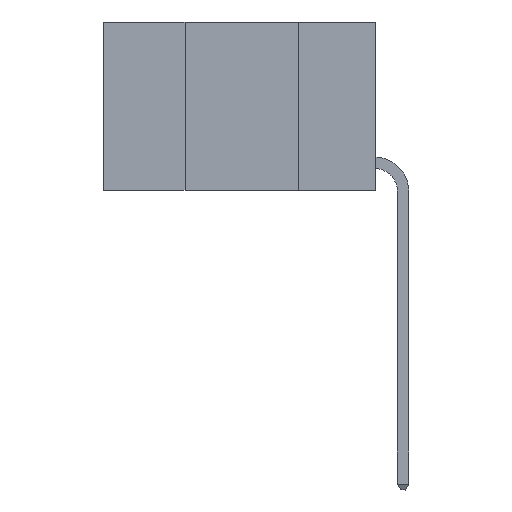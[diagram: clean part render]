
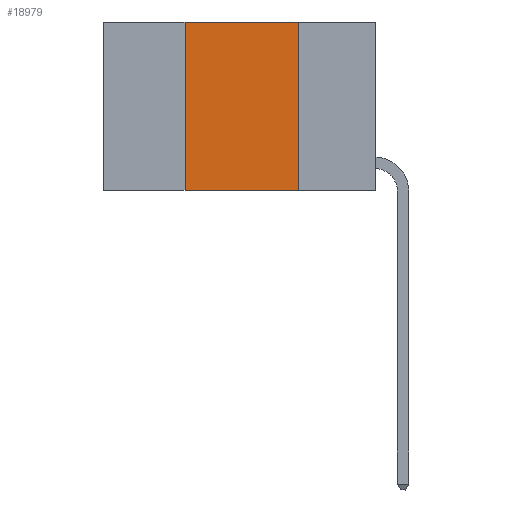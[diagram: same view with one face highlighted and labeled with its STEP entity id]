
A CAD part, left-side view. The second image highlights one B-rep face of the part: STEP entity #18979.
In plain terms, the highlighted planar face has unit normal (-1, 0, 0).
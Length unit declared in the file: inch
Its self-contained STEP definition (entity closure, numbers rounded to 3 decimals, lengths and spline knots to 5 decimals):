
#113 = VECTOR ( 'NONE', #1363, 39.37008 ) ;
#919 = VERTEX_POINT ( 'NONE', #8423 ) ;
#1363 = DIRECTION ( 'NONE',  ( 0., -1., 0. ) ) ;
#1970 = VERTEX_POINT ( 'NONE', #8126 ) ;
#2842 = VECTOR ( 'NONE', #15154, 39.37008 ) ;
#3164 = ORIENTED_EDGE ( 'NONE', *, *, #14529, .F. ) ;
#4758 = EDGE_CURVE ( 'NONE', #919, #1970, #13263, .T. ) ;
#5457 = CARTESIAN_POINT ( 'NONE',  ( 0., 0.6, 0. ) ) ;
#5777 = DIRECTION ( 'NONE',  ( 0., -1., 0. ) ) ;
#6207 = EDGE_CURVE ( 'NONE', #15349, #919, #14795, .T. ) ;
#6851 = EDGE_CURVE ( 'NONE', #15349, #11015, #7604, .T. ) ;
#6963 = DIRECTION ( 'NONE',  ( 0., 0., -1. ) ) ;
#7274 = CARTESIAN_POINT ( 'NONE',  ( 0., 0.6, 0. ) ) ;
#7402 = VECTOR ( 'NONE', #14563, 39.37008 ) ;
#7604 = LINE ( 'NONE', #11780, #113 ) ;
#7610 = FACE_OUTER_BOUND ( 'NONE', #10664, .T. ) ;
#8126 = CARTESIAN_POINT ( 'NONE',  ( 0., 0.17, 0. ) ) ;
#8327 = ORIENTED_EDGE ( 'NONE', *, *, #6207, .F. ) ;
#8423 = CARTESIAN_POINT ( 'NONE',  ( 0., 0.42, 0. ) ) ;
#9027 = ORIENTED_EDGE ( 'NONE', *, *, #4758, .F. ) ;
#9291 = CARTESIAN_POINT ( 'NONE',  ( 0., 0.17, 0. ) ) ;
#10664 = EDGE_LOOP ( 'NONE', ( #3164, #9027, #8327, #11123 ) ) ;
#10788 = LINE ( 'NONE', #9291, #2842 ) ;
#11015 = VERTEX_POINT ( 'NONE', #17164 ) ;
#11123 = ORIENTED_EDGE ( 'NONE', *, *, #6851, .T. ) ;
#11780 = CARTESIAN_POINT ( 'NONE',  ( 0., 0.6, -0.37 ) ) ;
#12786 = VECTOR ( 'NONE', #5777, 39.37008 ) ;
#12872 = PLANE ( 'NONE',  #14208 ) ;
#13157 = CARTESIAN_POINT ( 'NONE',  ( 0., 0.42, 0. ) ) ;
#13263 = LINE ( 'NONE', #7274, #12786 ) ;
#14208 = AXIS2_PLACEMENT_3D ( 'NONE', #5457, #15832, #6963 ) ;
#14529 = EDGE_CURVE ( 'NONE', #1970, #11015, #10788, .T. ) ;
#14563 = DIRECTION ( 'NONE',  ( 0., 0., 1. ) ) ;
#14795 = LINE ( 'NONE', #13157, #7402 ) ;
#15154 = DIRECTION ( 'NONE',  ( 0., 0., -1. ) ) ;
#15349 = VERTEX_POINT ( 'NONE', #18586 ) ;
#15832 = DIRECTION ( 'NONE',  ( 1., 0., 0. ) ) ;
#17164 = CARTESIAN_POINT ( 'NONE',  ( 0., 0.17, -0.37 ) ) ;
#18586 = CARTESIAN_POINT ( 'NONE',  ( 0., 0.42, -0.37 ) ) ;
#18979 = ADVANCED_FACE ( 'NONE', ( #7610 ), #12872, .F. ) ;
